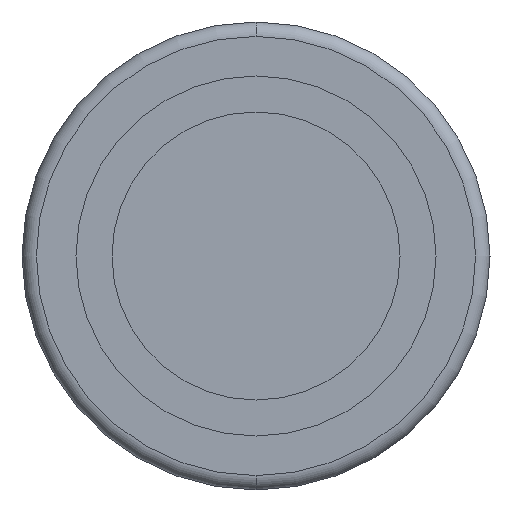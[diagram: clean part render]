
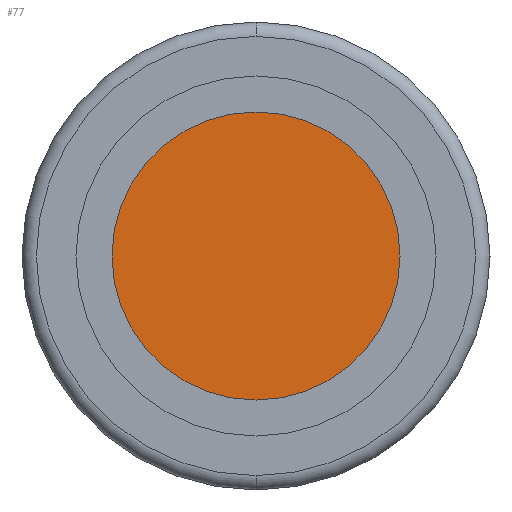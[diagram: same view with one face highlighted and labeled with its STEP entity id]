
A CAD part, front view. The second image highlights one B-rep face of the part: STEP entity #77.
In plain terms, the highlighted planar face has unit normal (0, -1, 0).
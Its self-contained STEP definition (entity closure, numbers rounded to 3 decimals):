
#31 = DIRECTION ( 'NONE',  ( 0., 0., -1. ) ) ;
#67 = EDGE_CURVE ( 'NONE', #625, #336, #147, .T. ) ;
#77 = ADVANCED_FACE ( 'NONE', ( #109 ), #482, .F. ) ;
#109 = FACE_OUTER_BOUND ( 'NONE', #563, .T. ) ;
#119 = DIRECTION ( 'NONE',  ( 0., 0., -1. ) ) ;
#132 = AXIS2_PLACEMENT_3D ( 'NONE', #721, #414, #358 ) ;
#147 = CIRCLE ( 'NONE', #349, 4. ) ;
#163 = CARTESIAN_POINT ( 'NONE',  ( 0., 0., 0. ) ) ;
#230 = DIRECTION ( 'NONE',  ( 0., -1., 0. ) ) ;
#237 = DIRECTION ( 'NONE',  ( 0., -1., 0. ) ) ;
#265 = ORIENTED_EDGE ( 'NONE', *, *, #67, .T. ) ;
#294 = ORIENTED_EDGE ( 'NONE', *, *, #514, .T. ) ;
#311 = AXIS2_PLACEMENT_3D ( 'NONE', #725, #230, #31 ) ;
#336 = VERTEX_POINT ( 'NONE', #707 ) ;
#349 = AXIS2_PLACEMENT_3D ( 'NONE', #163, #237, #119 ) ;
#358 = DIRECTION ( 'NONE',  ( 0., 0., 1. ) ) ;
#414 = DIRECTION ( 'NONE',  ( 0., 1., 0. ) ) ;
#482 = PLANE ( 'NONE',  #132 ) ;
#496 = CIRCLE ( 'NONE', #311, 4. ) ;
#505 = CARTESIAN_POINT ( 'NONE',  ( 0., 0., -4. ) ) ;
#514 = EDGE_CURVE ( 'NONE', #336, #625, #496, .T. ) ;
#563 = EDGE_LOOP ( 'NONE', ( #265, #294 ) ) ;
#625 = VERTEX_POINT ( 'NONE', #505 ) ;
#707 = CARTESIAN_POINT ( 'NONE',  ( 0., 0., 4. ) ) ;
#721 = CARTESIAN_POINT ( 'NONE',  ( -4., 0., 0. ) ) ;
#725 = CARTESIAN_POINT ( 'NONE',  ( 0., 0., 0. ) ) ;
